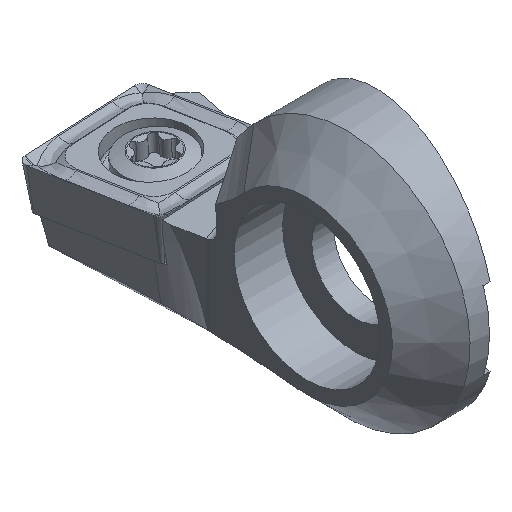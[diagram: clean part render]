
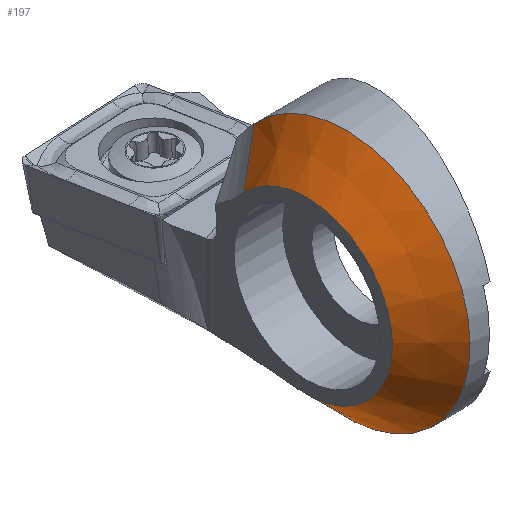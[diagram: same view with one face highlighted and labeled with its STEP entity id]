
A CAD part, isometric view. The second image highlights one B-rep face of the part: STEP entity #197.
In plain terms, the highlighted conical face has half-angle 45 degrees and reference radius 6.4 mm.
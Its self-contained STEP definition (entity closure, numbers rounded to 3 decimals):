
#50 = VECTOR ( 'NONE', #2229, 1000. ) ;
#136 = FACE_OUTER_BOUND ( 'NONE', #3434, .T. ) ;
#168 = VERTEX_POINT ( 'NONE', #507 ) ;
#197 = ADVANCED_FACE ( 'NONE', ( #136 ), #1957, .T. ) ;
#231 = EDGE_CURVE ( 'NONE', #168, #1753, #495, .T. ) ;
#450 = DIRECTION ( 'NONE',  ( -0.707, -0.522, -0.477 ) ) ;
#475 = DIRECTION ( 'NONE',  ( -1., 0., 0. ) ) ;
#495 = CIRCLE ( 'NONE', #1870, 4.4 ) ;
#507 = CARTESIAN_POINT ( 'NONE',  ( -3.65, 0.46, -4.376 ) ) ;
#531 = CIRCLE ( 'NONE', #1808, 6.4 ) ;
#694 = CARTESIAN_POINT ( 'NONE',  ( -3.65, 3.247, 2.969 ) ) ;
#755 = EDGE_CURVE ( 'NONE', #3409, #1753, #1505, .T. ) ;
#773 = CARTESIAN_POINT ( 'NONE',  ( -3.65, 0., 0. ) ) ;
#900 = CARTESIAN_POINT ( 'NONE',  ( -1.65, 0., 0. ) ) ;
#966 = CARTESIAN_POINT ( 'NONE',  ( -3.65, 3.247, 2.969 ) ) ;
#1063 = DIRECTION ( 'NONE',  ( 1., 0., 0. ) ) ;
#1109 = CARTESIAN_POINT ( 'NONE',  ( -5.5, 0.267, -2.536 ) ) ;
#1269 = CARTESIAN_POINT ( 'NONE',  ( -1.65, 4.723, 4.319 ) ) ;
#1335 = DIRECTION ( 'NONE',  ( 0., 1., 0. ) ) ;
#1346 = ORIENTED_EDGE ( 'NONE', *, *, #755, .T. ) ;
#1352 = DIRECTION ( 'NONE',  ( 0., 1., 0. ) ) ;
#1505 = LINE ( 'NONE', #966, #2329 ) ;
#1582 = LINE ( 'NONE', #1109, #50 ) ;
#1681 = EDGE_CURVE ( 'NONE', #3308, #168, #1582, .T. ) ;
#1753 = VERTEX_POINT ( 'NONE', #694 ) ;
#1808 = AXIS2_PLACEMENT_3D ( 'NONE', #900, #2855, #3124 ) ;
#1870 = AXIS2_PLACEMENT_3D ( 'NONE', #773, #475, #1352 ) ;
#1957 = CONICAL_SURFACE ( 'NONE', #3361, 6.4, 0.785 ) ;
#2168 = EDGE_CURVE ( 'NONE', #3308, #3409, #531, .T. ) ;
#2229 = DIRECTION ( 'NONE',  ( -0.707, -0.074, 0.703 ) ) ;
#2329 = VECTOR ( 'NONE', #450, 1000. ) ;
#2804 = ORIENTED_EDGE ( 'NONE', *, *, #231, .F. ) ;
#2855 = DIRECTION ( 'NONE',  ( -1., 0., 0. ) ) ;
#3124 = DIRECTION ( 'NONE',  ( 0., -1., 0. ) ) ;
#3236 = CARTESIAN_POINT ( 'NONE',  ( -1.65, 0., 0. ) ) ;
#3251 = CARTESIAN_POINT ( 'NONE',  ( -1.65, 0.669, -6.365 ) ) ;
#3308 = VERTEX_POINT ( 'NONE', #3251 ) ;
#3361 = AXIS2_PLACEMENT_3D ( 'NONE', #3236, #1063, #1335 ) ;
#3376 = ORIENTED_EDGE ( 'NONE', *, *, #2168, .T. ) ;
#3409 = VERTEX_POINT ( 'NONE', #1269 ) ;
#3434 = EDGE_LOOP ( 'NONE', ( #3506, #3376, #1346, #2804 ) ) ;
#3506 = ORIENTED_EDGE ( 'NONE', *, *, #1681, .F. ) ;
